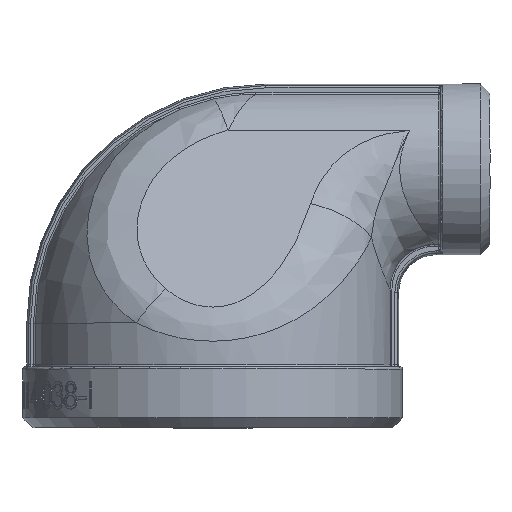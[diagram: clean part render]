
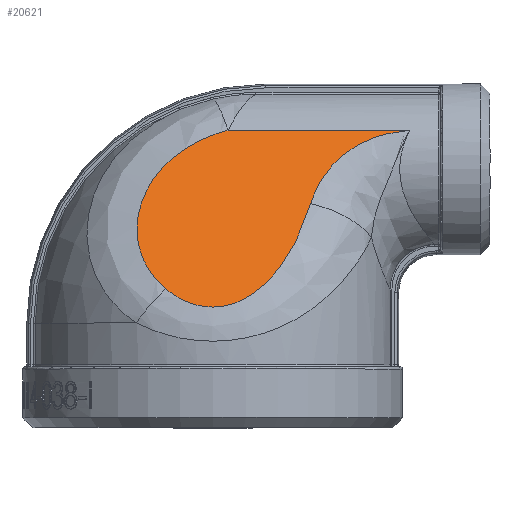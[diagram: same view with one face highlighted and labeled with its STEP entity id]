
A CAD part, top view. The second image highlights one B-rep face of the part: STEP entity #20621.
In plain terms, the highlighted planar face has unit normal (0, 0.499, 0.866).
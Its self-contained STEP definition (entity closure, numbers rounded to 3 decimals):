
#951 = AXIS2_PLACEMENT_3D ( 'NONE', #15215, #15256, #15230 ) ;
#2470 = CARTESIAN_POINT ( 'NONE',  ( 23.198, 4.74, 9.099 ) ) ;
#2472 = CARTESIAN_POINT ( 'NONE',  ( 19.011, 3.177, 9.999 ) ) ;
#2478 = CARTESIAN_POINT ( 'NONE',  ( 17.556, 2.206, 10.559 ) ) ;
#2480 = CARTESIAN_POINT ( 'NONE',  ( 16.246, 1.071, 11.213 ) ) ;
#2484 = CARTESIAN_POINT ( 'NONE',  ( 24.094, 4.899, 9.007 ) ) ;
#2486 = CARTESIAN_POINT ( 'NONE',  ( 22.024, 4.46, 9.26 ) ) ;
#2495 = CARTESIAN_POINT ( 'NONE',  ( 25.917, 5.117, 8.881 ) ) ;
#2522 = CARTESIAN_POINT ( 'NONE',  ( 25.601, 5.084, 8.9 ) ) ;
#2539 = CARTESIAN_POINT ( 'NONE',  ( 25.923, 5.118, 8.881 ) ) ;
#2544 = CARTESIAN_POINT ( 'NONE',  ( 24.997, 5.019, 8.938 ) ) ;
#2545 = CARTESIAN_POINT ( 'NONE',  ( 20.601, 3.969, 9.543 ) ) ;
#2557 = CARTESIAN_POINT ( 'NONE',  ( 25.91, 5.117, 8.882 ) ) ;
#2571 = CARTESIAN_POINT ( 'NONE',  ( 13.413, -3.007, 13.563 ) ) ;
#2581 = CARTESIAN_POINT ( 'NONE',  ( 13.041, -4.019, 14.146 ) ) ;
#2589 = CARTESIAN_POINT ( 'NONE',  ( 15.122, -0.183, 11.935 ) ) ;
#2593 = CARTESIAN_POINT ( 'NONE',  ( 14.173, -1.547, 12.722 ) ) ;
#2595 = CARTESIAN_POINT ( 'NONE',  ( 12.889, -4.53, 14.441 ) ) ;
#2727 = CARTESIAN_POINT ( 'NONE',  ( -8.969, -12.786, 19.199 ) ) ;
#2730 = CARTESIAN_POINT ( 'NONE',  ( -10.518, -7.813, 16.333 ) ) ;
#2742 = CARTESIAN_POINT ( 'NONE',  ( -6.19, -15.756, 20.91 ) ) ;
#2745 = CARTESIAN_POINT ( 'NONE',  ( -8.819, -1.352, 12.61 ) ) ;
#2749 = CARTESIAN_POINT ( 'NONE',  ( -3.445, 3.269, 9.946 ) ) ;
#2754 = CARTESIAN_POINT ( 'NONE',  ( -7.252, -14.886, 20.409 ) ) ;
#2755 = CARTESIAN_POINT ( 'NONE',  ( 0.617, 4.767, 9.083 ) ) ;
#2756 = CARTESIAN_POINT ( 'NONE',  ( 2.022, 5.118, 8.881 ) ) ;
#6222 = EDGE_LOOP ( 'NONE', ( #10602, #10626, #10562, #10705 ) ) ;
#8417 = CARTESIAN_POINT ( 'NONE',  ( 18.25, 5.118, 8.881 ) ) ;
#8418 = DIRECTION ( 'NONE',  ( 1., 0., 0. ) ) ;
#8434 = LINE ( 'NONE', #8417, #11706 ) ;
#10562 = ORIENTED_EDGE ( 'NONE', *, *, #20182, .F. ) ;
#10602 = ORIENTED_EDGE ( 'NONE', *, *, #20152, .F. ) ;
#10626 = ORIENTED_EDGE ( 'NONE', *, *, #20035, .F. ) ;
#10705 = ORIENTED_EDGE ( 'NONE', *, *, #20125, .F. ) ;
#11706 = VECTOR ( 'NONE', #8418, 1000. ) ;
#13520 = VERTEX_POINT ( 'NONE', #21459 ) ;
#13573 = VERTEX_POINT ( 'NONE', #21564 ) ;
#13605 = VERTEX_POINT ( 'NONE', #21600 ) ;
#13653 = VERTEX_POINT ( 'NONE', #21619 ) ;
#15211 = FACE_OUTER_BOUND ( 'NONE', #6222, .T. ) ;
#15215 = CARTESIAN_POINT ( 'NONE',  ( 36.5, 5.118, 8.881 ) ) ;
#15229 = PLANE ( 'NONE',  #951 ) ;
#15230 = DIRECTION ( 'NONE',  ( 0., -0.866, 0.499 ) ) ;
#15256 = DIRECTION ( 'NONE',  ( 0., -0.499, -0.866 ) ) ;
#20035 = EDGE_CURVE ( 'NONE', #13605, #13520, #8434, .T. ) ;
#20125 = EDGE_CURVE ( 'NONE', #13573, #13653, #26943, .T. ) ;
#20152 = EDGE_CURVE ( 'NONE', #13520, #13573, #21165, .T. ) ;
#20182 = EDGE_CURVE ( 'NONE', #13653, #13605, #21148, .T. ) ;
#20621 = ADVANCED_FACE ( 'NONE', ( #15211 ), #15229, .F. ) ;
#21148 = B_SPLINE_CURVE_WITH_KNOTS ( 'NONE', 3,
 ( #2742, #2754, #2727, #2730, #2745, #2749, #2755, #2756 ),
 .UNSPECIFIED., .F., .F.,
 ( 4, 1, 1, 1, 1, 4 ),
 ( 0., 0.439, 0.877, 1.754, 2.631, 3.07 ),
 .UNSPECIFIED. ) ;
#21165 = B_SPLINE_CURVE_WITH_KNOTS ( 'NONE', 3,
 ( #2539, #2495, #2557, #2522, #2544, #2484, #2470, #2486, #2545, #2472, #2478, #2480, #2589, #2593, #2571, #2581, #2595 ),
 .UNSPECIFIED., .F., .F.,
 ( 4, 2, 1, 1, 1, 1, 1, 1, 1, 1, 1, 1, 1, 4 ),
 ( -0.002, 0., 0.091, 0.183, 0.274, 0.365, 0.548, 0.731, 0.913, 1.096, 1.278, 1.461, 1.644, 1.826 ),
 .UNSPECIFIED. ) ;
#21459 = CARTESIAN_POINT ( 'NONE',  ( 25.923, 5.118, 8.881 ) ) ;
#21564 = CARTESIAN_POINT ( 'NONE',  ( 12.889, -4.53, 14.441 ) ) ;
#21600 = CARTESIAN_POINT ( 'NONE',  ( 2.022, 5.118, 8.881 ) ) ;
#21619 = CARTESIAN_POINT ( 'NONE',  ( -6.19, -15.756, 20.91 ) ) ;
#25270 = CARTESIAN_POINT ( 'NONE',  ( 12.889, -4.53, 14.441 ) ) ;
#25278 = CARTESIAN_POINT ( 'NONE',  ( 1.281, -21.876, 24.437 ) ) ;
#25281 = CARTESIAN_POINT ( 'NONE',  ( 9.104, -17.272, 21.784 ) ) ;
#25282 = CARTESIAN_POINT ( 'NONE',  ( -6.19, -15.756, 20.91 ) ) ;
#26943 =( BOUNDED_CURVE ( )  B_SPLINE_CURVE ( 3, ( #25270, #25281, #25278, #25282 ),
 .UNSPECIFIED., .F., .T. ) 
 B_SPLINE_CURVE_WITH_KNOTS ( ( 4, 4 ),
 ( 5.188, 6.724 ),
 .UNSPECIFIED. ) 
 CURVE ( )  GEOMETRIC_REPRESENTATION_ITEM ( )  RATIONAL_B_SPLINE_CURVE ( ( 1., 0.813, 0.813, 1. ) ) 
 REPRESENTATION_ITEM ( '' )  );
